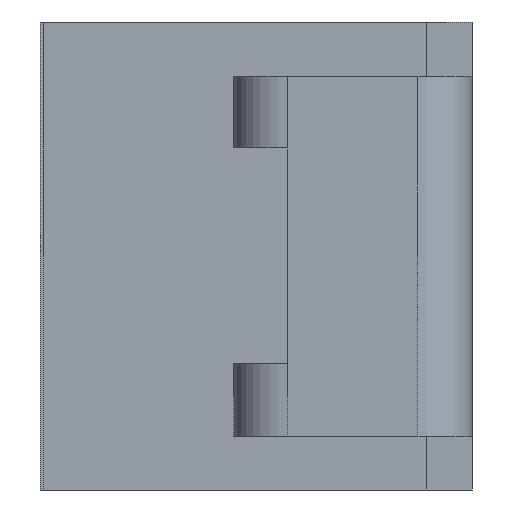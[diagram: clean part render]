
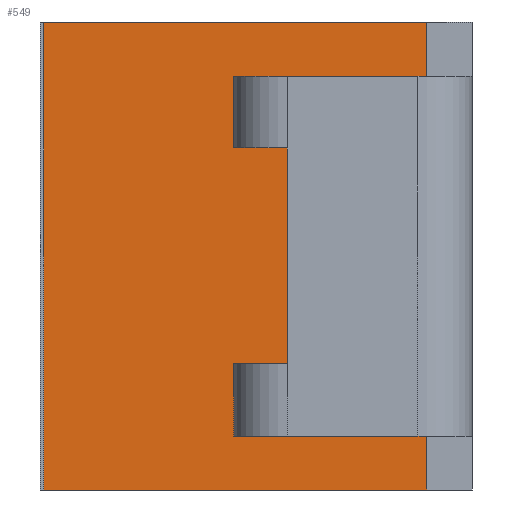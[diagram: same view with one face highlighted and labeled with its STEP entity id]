
A CAD part, left-side view. The second image highlights one B-rep face of the part: STEP entity #549.
In plain terms, the highlighted planar face has unit normal (-1, 0, 0).
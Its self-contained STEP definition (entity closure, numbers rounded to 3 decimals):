
#52 = VERTEX_POINT ( 'NONE', #246 ) ;
#92 = DIRECTION ( 'NONE',  ( 1., 0., 0. ) ) ;
#102 = CARTESIAN_POINT ( 'NONE',  ( -0.85, 1.2, 0.65 ) ) ;
#130 = CARTESIAN_POINT ( 'NONE',  ( -0.85, 1.2, -0.65 ) ) ;
#156 = VERTEX_POINT ( 'NONE', #833 ) ;
#203 = FACE_OUTER_BOUND ( 'NONE', #226, .T. ) ;
#226 = EDGE_LOOP ( 'NONE', ( #1187, #654, #1233, #1095 ) ) ;
#246 = CARTESIAN_POINT ( 'NONE',  ( -0.85, 1.19, 0.65 ) ) ;
#311 = LINE ( 'NONE', #1855, #1818 ) ;
#329 = CARTESIAN_POINT ( 'NONE',  ( -0.85, 0.125, 0.65 ) ) ;
#376 = EDGE_CURVE ( 'NONE', #156, #1565, #1450, .T. ) ;
#384 = VECTOR ( 'NONE', #1313, 1000. ) ;
#431 = DIRECTION ( 'NONE',  ( 0., -1., 0. ) ) ;
#469 = VECTOR ( 'NONE', #431, 1000. ) ;
#479 = CARTESIAN_POINT ( 'NONE',  ( -0.85, 0.125, -0.65 ) ) ;
#496 = CARTESIAN_POINT ( 'NONE',  ( -0.85, 1.19, -0.65 ) ) ;
#515 = LINE ( 'NONE', #102, #469 ) ;
#532 = DIRECTION ( 'NONE',  ( 0., 0., -1. ) ) ;
#549 = ADVANCED_FACE ( 'NONE', ( #203 ), #1443, .F. ) ;
#654 = ORIENTED_EDGE ( 'NONE', *, *, #376, .T. ) ;
#752 = AXIS2_PLACEMENT_3D ( 'NONE', #838, #92, #532 ) ;
#820 = DIRECTION ( 'NONE',  ( 0., 0., 1. ) ) ;
#833 = CARTESIAN_POINT ( 'NONE',  ( -0.85, 1.19, -0.65 ) ) ;
#838 = CARTESIAN_POINT ( 'NONE',  ( -0.85, 1.2, 0.65 ) ) ;
#899 = VECTOR ( 'NONE', #1392, 1000. ) ;
#1095 = ORIENTED_EDGE ( 'NONE', *, *, #1335, .F. ) ;
#1187 = ORIENTED_EDGE ( 'NONE', *, *, #1527, .F. ) ;
#1233 = ORIENTED_EDGE ( 'NONE', *, *, #1626, .T. ) ;
#1313 = DIRECTION ( 'NONE',  ( 0., -1., 0. ) ) ;
#1335 = EDGE_CURVE ( 'NONE', #52, #1483, #515, .T. ) ;
#1392 = DIRECTION ( 'NONE',  ( 0., 0., 1. ) ) ;
#1443 = PLANE ( 'NONE',  #752 ) ;
#1450 = LINE ( 'NONE', #130, #384 ) ;
#1483 = VERTEX_POINT ( 'NONE', #329 ) ;
#1527 = EDGE_CURVE ( 'NONE', #156, #52, #1839, .T. ) ;
#1565 = VERTEX_POINT ( 'NONE', #479 ) ;
#1626 = EDGE_CURVE ( 'NONE', #1565, #1483, #311, .T. ) ;
#1818 = VECTOR ( 'NONE', #820, 1000. ) ;
#1839 = LINE ( 'NONE', #496, #899 ) ;
#1855 = CARTESIAN_POINT ( 'NONE',  ( -0.85, 0.125, -0.65 ) ) ;
